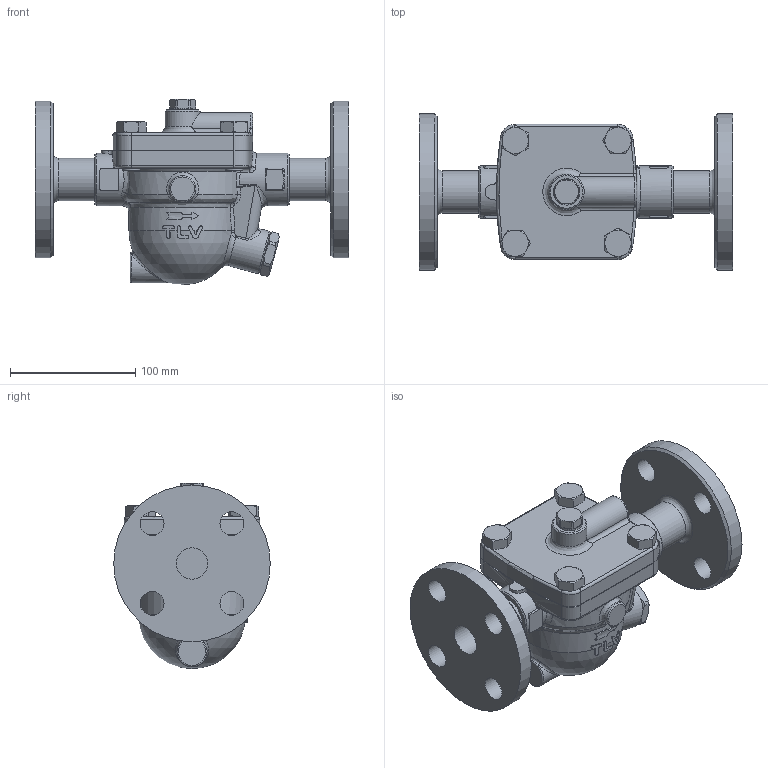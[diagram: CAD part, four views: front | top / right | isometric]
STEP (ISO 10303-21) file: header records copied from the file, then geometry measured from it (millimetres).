
FILE_DESCRIPTION((''),'2;1');
FILE_NAME('j5x00-025-jis10-00.stp','2010-09-27T15:27:24',('nakaot'),(''),'Autodesk Inventor 2008','Autodesk Inventor 2008','');
FILE_SCHEMA(('AUTOMOTIVE_DESIGN { 1 0 10303 214 1 1 1 1 }'));
Length unit declared in the file: millimetre
Products named in the file (1): j5x00-025-jis10-00
Bounding box: 250 x 125 x 148 mm (x, y, z)
Volume: 1347417.9 mm3; surface area: 158278.8 mm2
Topology: 1 solids, 1 shells, 411 faces, 1029 edges, 625 vertices
Faces by surface type: bspline 125, plane 110, cylinder 96, cone 62, torus 17, sphere 1
Full cylindrical faces by diameter (mm): 14 x8, 19 x4, 21 x2, 25 x1, 28 x1, 34 x1, 35 x1, 42 x2, 77 x1, 125 x1
Entity records: 24234 total; most frequent: CARTESIAN_POINT 15700, ORIENTED_EDGE 1864, DIRECTION 1612, EDGE_CURVE 932, AXIS2_PLACEMENT_3D 697, VERTEX_POINT 590, EDGE_LOOP 500, FACE_OUTER_BOUND 409
